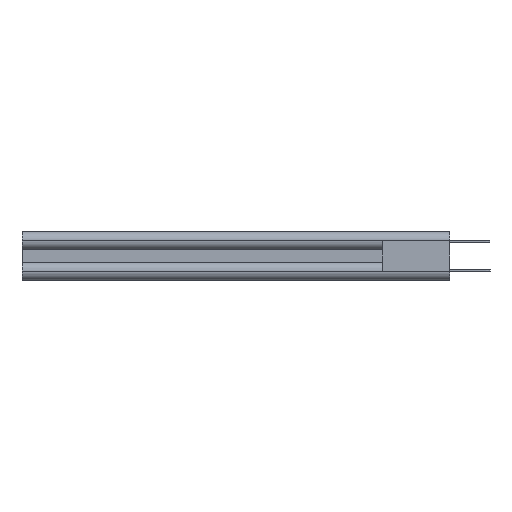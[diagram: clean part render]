
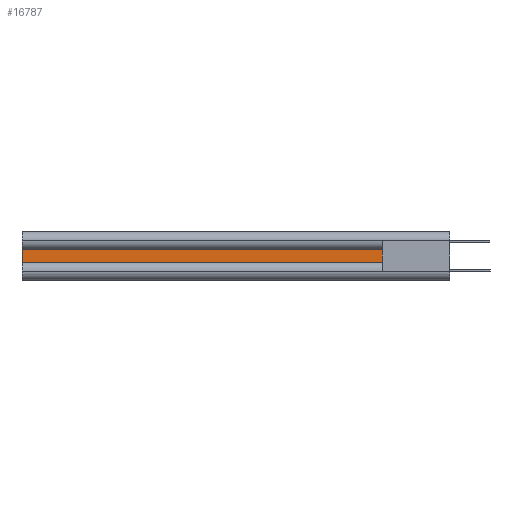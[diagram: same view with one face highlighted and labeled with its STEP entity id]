
A CAD part, left-side view. The second image highlights one B-rep face of the part: STEP entity #16787.
In plain terms, the highlighted planar face has unit normal (-1, 0, 0).
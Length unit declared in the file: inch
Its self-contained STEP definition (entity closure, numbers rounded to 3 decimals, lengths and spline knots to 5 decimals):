
#905 = CARTESIAN_POINT ( 'NONE',  ( 0.044, 3., 0.0465 ) ) ;
#1169 = LINE ( 'NONE', #21328, #15182 ) ;
#1880 = CARTESIAN_POINT ( 'NONE',  ( 0.044, 0.37012, -0.0465 ) ) ;
#2188 = VECTOR ( 'NONE', #12976, 39.37008 ) ;
#2434 = EDGE_LOOP ( 'NONE', ( #11991, #6437, #14305, #17396 ) ) ;
#3279 = EDGE_CURVE ( 'NONE', #6113, #9834, #13880, .T. ) ;
#5401 = CARTESIAN_POINT ( 'NONE',  ( 0.044, 0.473, -0.0465 ) ) ;
#5487 = EDGE_CURVE ( 'NONE', #9326, #6113, #12145, .T. ) ;
#5850 = LINE ( 'NONE', #5401, #7475 ) ;
#6113 = VERTEX_POINT ( 'NONE', #905 ) ;
#6437 = ORIENTED_EDGE ( 'NONE', *, *, #3279, .T. ) ;
#7475 = VECTOR ( 'NONE', #19178, 39.37008 ) ;
#8940 = PLANE ( 'NONE',  #17572 ) ;
#9181 = VECTOR ( 'NONE', #10162, 39.37008 ) ;
#9326 = VERTEX_POINT ( 'NONE', #13536 ) ;
#9504 = CARTESIAN_POINT ( 'NONE',  ( 0.044, 3., -0.0465 ) ) ;
#9834 = VERTEX_POINT ( 'NONE', #9504 ) ;
#10162 = DIRECTION ( 'NONE',  ( 0., 0., -1. ) ) ;
#10784 = DIRECTION ( 'NONE',  ( 0., 0., -1. ) ) ;
#11991 = ORIENTED_EDGE ( 'NONE', *, *, #5487, .T. ) ;
#12145 = LINE ( 'NONE', #21270, #2188 ) ;
#12976 = DIRECTION ( 'NONE',  ( 0., 1., 0. ) ) ;
#13536 = CARTESIAN_POINT ( 'NONE',  ( 0.044, 0.473, 0.0465 ) ) ;
#13597 = CARTESIAN_POINT ( 'NONE',  ( 0.044, 0.473, -0.0465 ) ) ;
#13607 = CARTESIAN_POINT ( 'NONE',  ( 0.044, 3., -0.0465 ) ) ;
#13880 = LINE ( 'NONE', #13607, #9181 ) ;
#14305 = ORIENTED_EDGE ( 'NONE', *, *, #18114, .F. ) ;
#15182 = VECTOR ( 'NONE', #19752, 39.37008 ) ;
#16787 = ADVANCED_FACE ( 'NONE', ( #17326 ), #8940, .F. ) ;
#17326 = FACE_OUTER_BOUND ( 'NONE', #2434, .T. ) ;
#17396 = ORIENTED_EDGE ( 'NONE', *, *, #21380, .F. ) ;
#17572 = AXIS2_PLACEMENT_3D ( 'NONE', #1880, #20842, #10784 ) ;
#17672 = VERTEX_POINT ( 'NONE', #13597 ) ;
#18114 = EDGE_CURVE ( 'NONE', #17672, #9834, #1169, .T. ) ;
#19178 = DIRECTION ( 'NONE',  ( 0., 0., -1. ) ) ;
#19752 = DIRECTION ( 'NONE',  ( 0., 1., 0. ) ) ;
#20842 = DIRECTION ( 'NONE',  ( 1., 0., 0. ) ) ;
#21270 = CARTESIAN_POINT ( 'NONE',  ( 0.044, 0.37012, 0.0465 ) ) ;
#21328 = CARTESIAN_POINT ( 'NONE',  ( 0.044, 0.37012, -0.0465 ) ) ;
#21380 = EDGE_CURVE ( 'NONE', #9326, #17672, #5850, .T. ) ;
